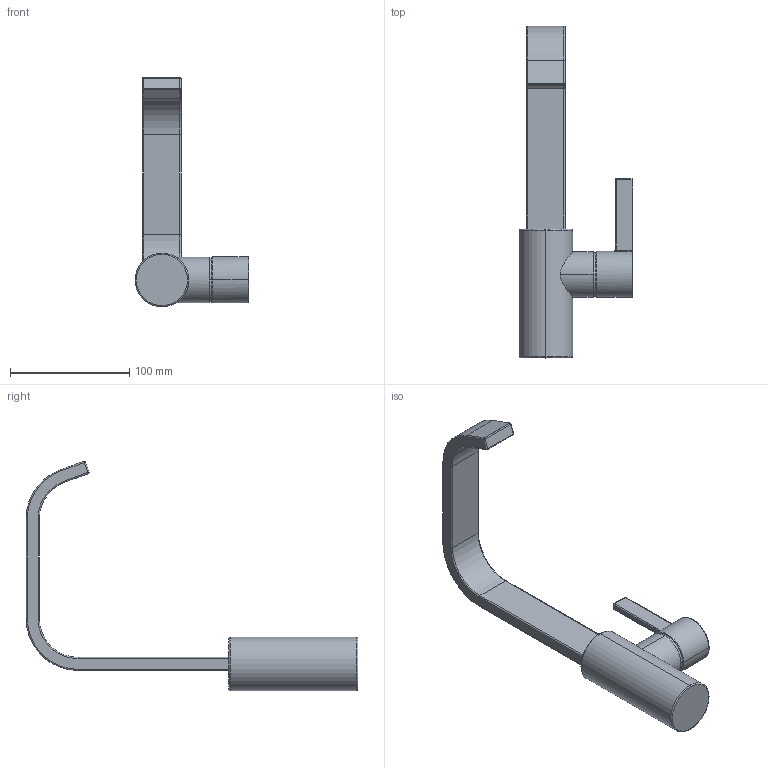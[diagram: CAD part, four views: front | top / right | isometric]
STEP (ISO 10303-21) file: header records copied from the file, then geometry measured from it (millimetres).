
FILE_DESCRIPTION (( 'STEP AP214' ), '1' );
FILE_NAME ('33526671ff_PM.STEP', '2023-11-20T10:16:43', ( '' ), ( '' ), 'SwSTEP 2.0', 'SolidWorks 2023', '' );
FILE_SCHEMA (( 'AUTOMOTIVE_DESIGN' ));
Length unit declared in the file: millimetre
Products named in the file (6): Planungsmodell_Haube-+-33.526.670-04_K1_37; 33526671ff_PM; Planungsmodell_Gehaeuse-+-09196701490_K1_38; Hebel-+-09206702721_K1_39x31; Planungsmodell_Auslauf-+-33.526.670-03_K2; Planungsmodell_Koerper-+-09196701190_K1_45x108
Assembly tree (5 placements, depth 2):
  33526671ff_PM
    Planungsmodell_Auslauf-+-33.526.670-03_K2
    Planungsmodell_Haube-+-33.526.670-04_K1_37
    Hebel-+-09206702721_K1_39x31
    Planungsmodell_Koerper-+-09196701190_K1_45x108
    Planungsmodell_Gehaeuse-+-09196701490_K1_38
Bounding box: 95.48 x 278 x 192.39 mm (x, y, z)
Volume: 362368 mm3; surface area: 63906.3 mm2
Topology: 5 solids, 5 shells, 99 faces, 217 edges, 122 vertices
Faces by surface type: cylinder 41, plane 20, torus 16, sphere 11, bspline 11
Entity records: 3598 total; most frequent: CARTESIAN_POINT 1330, DIRECTION 476, ORIENTED_EDGE 420, EDGE_CURVE 210, AXIS2_PLACEMENT_3D 203, VERTEX_POINT 121, CIRCLE 107, FACE_OUTER_BOUND 99
